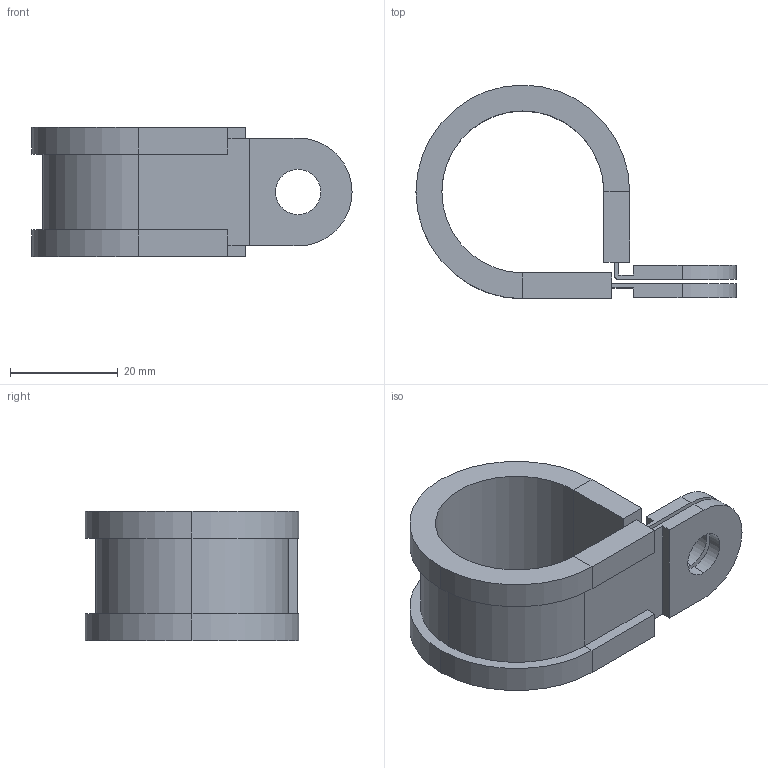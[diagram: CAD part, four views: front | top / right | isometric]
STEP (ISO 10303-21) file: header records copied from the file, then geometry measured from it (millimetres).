
FILE_DESCRIPTION (( 'STEP AP203' ), '1' );
FILE_NAME ('3D-R396-34_173763400.STEP', '2024-08-29T14:48:31', ( '' ), ( '' ), 'SwSTEP 2.0', 'SolidWorks 2024', '' );
FILE_SCHEMA (( 'CONFIG_CONTROL_DESIGN' ));
Length unit declared in the file: millimetre
Products named in the file (1): 3D-R396-34_173763400
Bounding box: 59.3 x 39.6 x 24 mm (x, y, z)
Volume: 11159.2 mm3; surface area: 8904.3 mm2
Topology: 1 solids, 1 shells, 49 faces, 125 edges, 78 vertices
Faces by surface type: plane 34, cylinder 15
Entity records: 1546 total; most frequent: DIRECTION 255, CARTESIAN_POINT 253, ORIENTED_EDGE 250, EDGE_CURVE 125, VECTOR 95, LINE 95, AXIS2_PLACEMENT_3D 80, VERTEX_POINT 78
